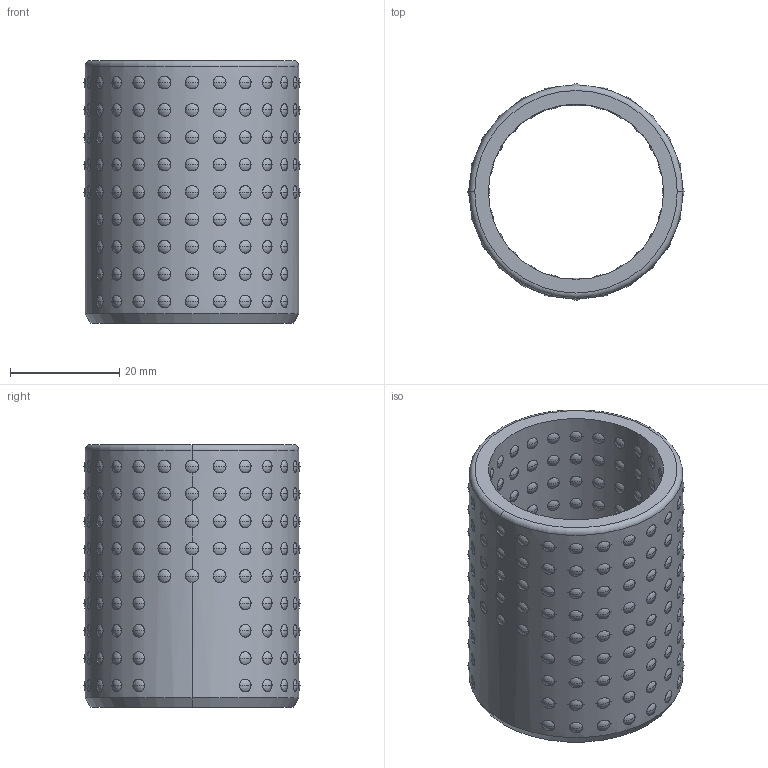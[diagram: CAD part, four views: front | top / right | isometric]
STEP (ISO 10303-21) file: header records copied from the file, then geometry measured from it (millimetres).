
FILE_DESCRIPTION (( 'STEP AP214' ), '1' );
FILE_NAME ('681QM-D32-C48.STEP', '2021-11-03T03:16:39', ( '' ), ( '' ), 'SwSTEP 2.0', 'SolidWorks 2016', '' );
FILE_SCHEMA (( 'AUTOMOTIVE_DESIGN' ));
Length unit declared in the file: millimetre
Products named in the file (196): BALL-D4; 681QM -D32-C48; 681QM-D32-C48
Assembly tree (193 placements, depth 2):
  BALL-D4
  BALL-D4
  BALL-D4
  BALL-D4
  BALL-D4
Bounding box: 39.5 x 39.5 x 48 mm (x, y, z)
Volume: 17867.2 mm3; surface area: 28273 mm2
Topology: 193 solids, 193 shells, 787 faces, 3563 edges, 2374 vertices
Faces by surface type: sphere 768, plane 8, cylinder 7, torus 2, cone 2
Entity records: 30970 total; most frequent: CARTESIAN_POINT 16623, ORIENTED_EDGE 2522, DIRECTION 2067, EDGE_CURVE 1261, AXIS2_PLACEMENT_3D 1012, VERTEX_POINT 840, B_SPLINE_CURVE_WITH_KNOTS 808, EDGE_LOOP 771
